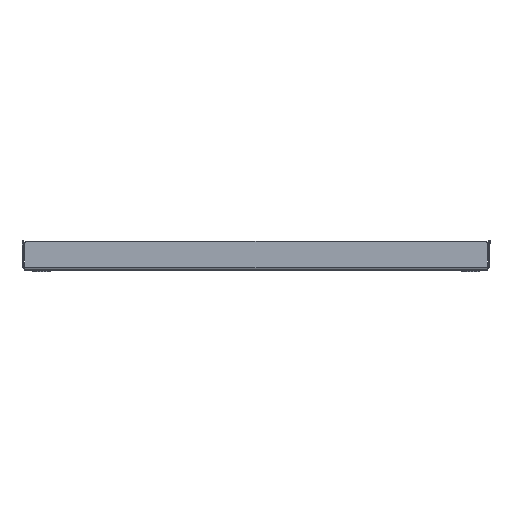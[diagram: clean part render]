
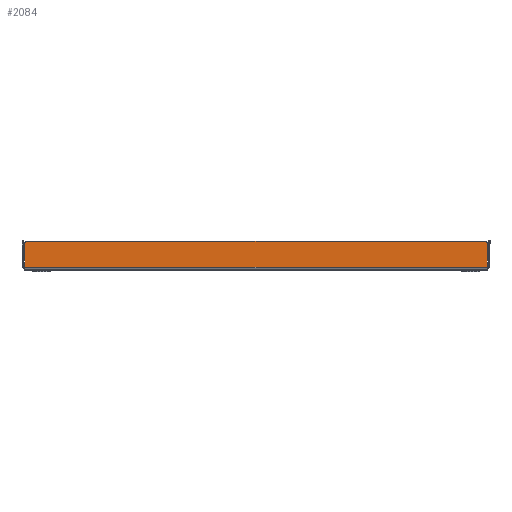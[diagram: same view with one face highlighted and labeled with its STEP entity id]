
A CAD part, front view. The second image highlights one B-rep face of the part: STEP entity #2084.
In plain terms, the highlighted face is planar.
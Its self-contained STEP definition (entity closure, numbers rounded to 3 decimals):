
#1 = VECTOR ( 'NONE', #2276, 1000. ) ;
#32 = CARTESIAN_POINT ( 'NONE',  ( 0., 15., 0. ) ) ;
#46 = EDGE_CURVE ( 'NONE', #81, #408, #2111, .T. ) ;
#81 = VERTEX_POINT ( 'NONE', #2083 ) ;
#203 = ORIENTED_EDGE ( 'NONE', *, *, #2224, .T. ) ;
#227 = DIRECTION ( 'NONE',  ( 0., 0., -1. ) ) ;
#285 = DIRECTION ( 'NONE',  ( 0., 0., -1. ) ) ;
#364 = DIRECTION ( 'NONE',  ( 1., 0., 0. ) ) ;
#403 = FACE_OUTER_BOUND ( 'NONE', #975, .T. ) ;
#408 = VERTEX_POINT ( 'NONE', #871 ) ;
#434 = CARTESIAN_POINT ( 'NONE',  ( 242., 15., 0. ) ) ;
#465 = CARTESIAN_POINT ( 'NONE',  ( -242., 15., 0. ) ) ;
#466 = AXIS2_PLACEMENT_3D ( 'NONE', #32, #1576, #227 ) ;
#475 = ORIENTED_EDGE ( 'NONE', *, *, #1082, .T. ) ;
#495 = CARTESIAN_POINT ( 'NONE',  ( 242., 15., 26.5 ) ) ;
#549 = CARTESIAN_POINT ( 'NONE',  ( 242., 15., 1.5 ) ) ;
#657 = CARTESIAN_POINT ( 'NONE',  ( 240., 15., 28.5 ) ) ;
#659 = DIRECTION ( 'NONE',  ( 0., 0., 1. ) ) ;
#685 = EDGE_CURVE ( 'NONE', #1594, #1808, #1089, .T. ) ;
#705 = VECTOR ( 'NONE', #2199, 1000. ) ;
#827 = EDGE_CURVE ( 'NONE', #1808, #408, #1292, .T. ) ;
#871 = CARTESIAN_POINT ( 'NONE',  ( 242., 15., 1.5 ) ) ;
#916 = ORIENTED_EDGE ( 'NONE', *, *, #2138, .T. ) ;
#975 = EDGE_LOOP ( 'NONE', ( #916, #475, #203, #2291, #1102, #2274 ) ) ;
#1006 = CARTESIAN_POINT ( 'NONE',  ( -240., 15., 26.5 ) ) ;
#1031 = DIRECTION ( 'NONE',  ( 0., 1., 0. ) ) ;
#1043 = CARTESIAN_POINT ( 'NONE',  ( -240., 15., 28.5 ) ) ;
#1050 = CARTESIAN_POINT ( 'NONE',  ( -242., 15., 26.5 ) ) ;
#1067 = CARTESIAN_POINT ( 'NONE',  ( 0., 15., 28.5 ) ) ;
#1082 = EDGE_CURVE ( 'NONE', #1241, #2155, #1386, .T. ) ;
#1089 = CIRCLE ( 'NONE', #2210, 2. ) ;
#1102 = ORIENTED_EDGE ( 'NONE', *, *, #827, .T. ) ;
#1103 = LINE ( 'NONE', #1067, #705 ) ;
#1122 = CARTESIAN_POINT ( 'NONE',  ( 240., 15., 26.5 ) ) ;
#1241 = VERTEX_POINT ( 'NONE', #1050 ) ;
#1292 = LINE ( 'NONE', #434, #1 ) ;
#1293 = DIRECTION ( 'NONE',  ( 0., 0., -1. ) ) ;
#1386 = CIRCLE ( 'NONE', #2363, 2. ) ;
#1458 = VECTOR ( 'NONE', #364, 1000. ) ;
#1576 = DIRECTION ( 'NONE',  ( 0., -1., 0. ) ) ;
#1594 = VERTEX_POINT ( 'NONE', #657 ) ;
#1674 = LINE ( 'NONE', #465, #2343 ) ;
#1705 = DIRECTION ( 'NONE',  ( 0., 1., 0. ) ) ;
#1808 = VERTEX_POINT ( 'NONE', #495 ) ;
#2083 = CARTESIAN_POINT ( 'NONE',  ( -242., 15., 1.5 ) ) ;
#2084 = ADVANCED_FACE ( 'NONE', ( #403 ), #2127, .F. ) ;
#2111 = LINE ( 'NONE', #549, #1458 ) ;
#2127 = PLANE ( 'NONE',  #466 ) ;
#2138 = EDGE_CURVE ( 'NONE', #81, #1241, #1674, .T. ) ;
#2155 = VERTEX_POINT ( 'NONE', #1043 ) ;
#2199 = DIRECTION ( 'NONE',  ( 1., 0., 0. ) ) ;
#2210 = AXIS2_PLACEMENT_3D ( 'NONE', #1122, #1705, #1293 ) ;
#2224 = EDGE_CURVE ( 'NONE', #2155, #1594, #1103, .T. ) ;
#2274 = ORIENTED_EDGE ( 'NONE', *, *, #46, .F. ) ;
#2276 = DIRECTION ( 'NONE',  ( 0., 0., -1. ) ) ;
#2291 = ORIENTED_EDGE ( 'NONE', *, *, #685, .T. ) ;
#2343 = VECTOR ( 'NONE', #659, 1000. ) ;
#2363 = AXIS2_PLACEMENT_3D ( 'NONE', #1006, #1031, #285 ) ;
